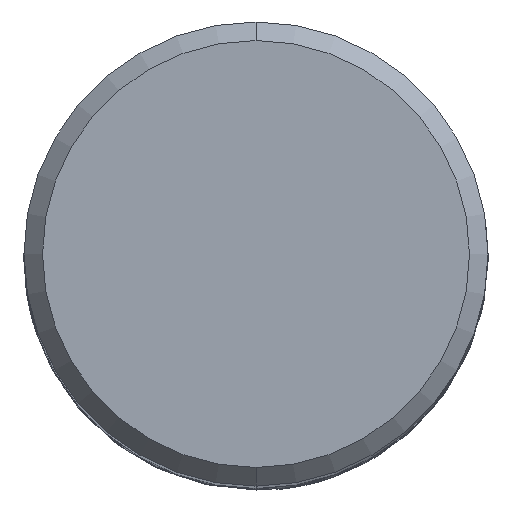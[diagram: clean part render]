
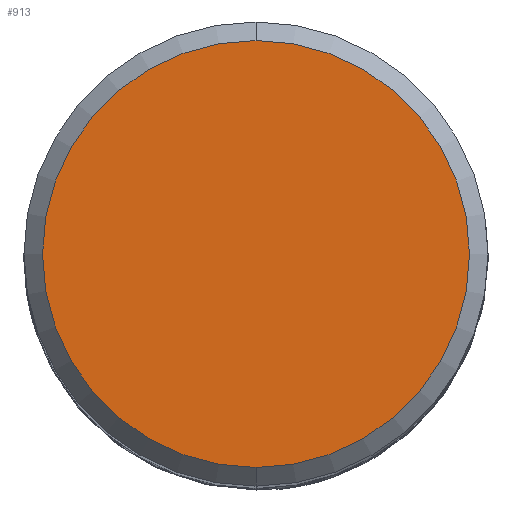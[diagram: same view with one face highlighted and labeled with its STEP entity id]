
A CAD part, top view. The second image highlights one B-rep face of the part: STEP entity #913.
In plain terms, the highlighted planar face has unit normal (0, 0, 1).
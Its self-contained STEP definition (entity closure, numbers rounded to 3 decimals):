
#913=ADVANCED_FACE('',(#1958),#1959,.T.);
#1049=EDGE_CURVE('',#1395,#1407,#2113,.T.);
#1297=EDGE_CURVE('',#1407,#1395,#2380,.T.);
#1395=VERTEX_POINT('',#2482);
#1407=VERTEX_POINT('',#2495);
#1958=FACE_OUTER_BOUND('',#6998,.T.);
#1959=PLANE('',#6999);
#2113=CIRCLE('',#8833,11.5);
#2380=CIRCLE('',#10253,11.5);
#2482=CARTESIAN_POINT('',(0.0,11.5,0.0));
#2495=CARTESIAN_POINT('',(0.,-11.5,0.0));
#6998=EDGE_LOOP('',(#13191,#13192));
#6999=AXIS2_PLACEMENT_3D('',#13193,#13194,#13195);
#8833=AXIS2_PLACEMENT_3D('',#13388,#13389,#13390);
#10253=AXIS2_PLACEMENT_3D('',#13684,#13685,#13686);
#13191=ORIENTED_EDGE('',*,*,#1049,.F.);
#13192=ORIENTED_EDGE('',*,*,#1297,.F.);
#13193=CARTESIAN_POINT('',(0.0,5.75,0.0));
#13194=DIRECTION('',(-0.0,0.0,1.0));
#13195=DIRECTION('',(0.0,-1.0,0.0));
#13388=CARTESIAN_POINT('',(0.0,0.0,0.0));
#13389=DIRECTION('',(0.0,0.0,-1.0));
#13390=DIRECTION('',(0.0,1.0,0.0));
#13684=CARTESIAN_POINT('',(0.0,0.0,0.0));
#13685=DIRECTION('',(0.0,0.0,-1.0));
#13686=DIRECTION('',(0.0,1.0,0.0));
